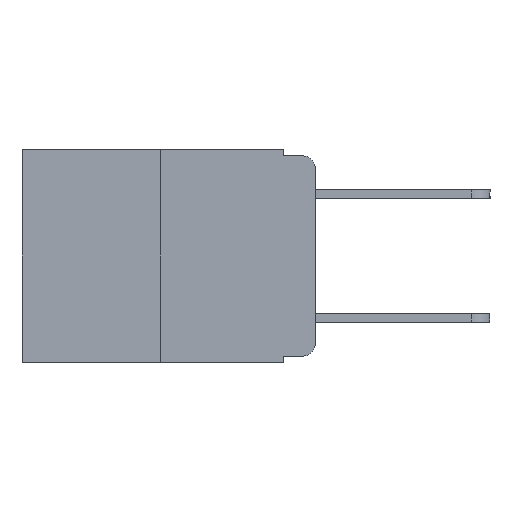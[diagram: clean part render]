
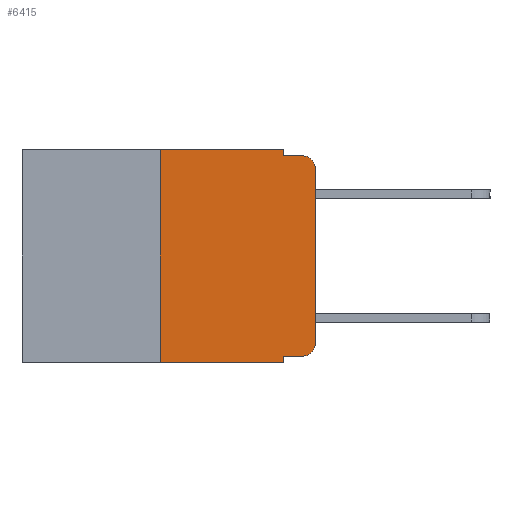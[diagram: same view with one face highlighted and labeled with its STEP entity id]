
A CAD part, left-side view. The second image highlights one B-rep face of the part: STEP entity #6415.
In plain terms, the highlighted planar face has unit normal (-1, 0, 0).
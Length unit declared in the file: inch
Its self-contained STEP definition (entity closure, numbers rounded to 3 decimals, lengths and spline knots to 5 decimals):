
#255 = CARTESIAN_POINT ( 'NONE',  ( 0., 0.051, -0.01 ) ) ;
#288 = CARTESIAN_POINT ( 'NONE',  ( 0., 0.051, -0.01 ) ) ;
#398 = CARTESIAN_POINT ( 'NONE',  ( 0., 0., -0.313 ) ) ;
#653 = VECTOR ( 'NONE', #10371, 39.37008 ) ;
#667 = VECTOR ( 'NONE', #11249, 39.37008 ) ;
#1113 = DIRECTION ( 'NONE',  ( 0., -1., 0. ) ) ;
#1486 = LINE ( 'NONE', #255, #1896 ) ;
#1720 = CARTESIAN_POINT ( 'NONE',  ( 0., 0.473, -0.343 ) ) ;
#1896 = VECTOR ( 'NONE', #8535, 39.37008 ) ;
#2198 = ORIENTED_EDGE ( 'NONE', *, *, #6979, .T. ) ;
#2541 = VERTEX_POINT ( 'NONE', #2552 ) ;
#2552 = CARTESIAN_POINT ( 'NONE',  ( 0., 0.051, -0.333 ) ) ;
#2831 = CIRCLE ( 'NONE', #6341, 0.02 ) ;
#2892 = VECTOR ( 'NONE', #5833, 39.37008 ) ;
#2921 = CARTESIAN_POINT ( 'NONE',  ( 0., 0.051, 0. ) ) ;
#3390 = ORIENTED_EDGE ( 'NONE', *, *, #7031, .T. ) ;
#3537 = VERTEX_POINT ( 'NONE', #398 ) ;
#3715 = EDGE_CURVE ( 'NONE', #4238, #4691, #6474, .T. ) ;
#3876 = DIRECTION ( 'NONE',  ( -1., 0., 0. ) ) ;
#3892 = ORIENTED_EDGE ( 'NONE', *, *, #7336, .F. ) ;
#4135 = CARTESIAN_POINT ( 'NONE',  ( 0., 0.25, 0. ) ) ;
#4238 = VERTEX_POINT ( 'NONE', #12809 ) ;
#4256 = ORIENTED_EDGE ( 'NONE', *, *, #7357, .F. ) ;
#4317 = ORIENTED_EDGE ( 'NONE', *, *, #3715, .F. ) ;
#4320 = EDGE_CURVE ( 'NONE', #8911, #6919, #5244, .T. ) ;
#4586 = ORIENTED_EDGE ( 'NONE', *, *, #7360, .F. ) ;
#4649 = VERTEX_POINT ( 'NONE', #10163 ) ;
#4679 = CARTESIAN_POINT ( 'NONE',  ( 0., 0.02, -0.333 ) ) ;
#4691 = VERTEX_POINT ( 'NONE', #10951 ) ;
#4992 = ORIENTED_EDGE ( 'NONE', *, *, #4320, .T. ) ;
#5184 = ORIENTED_EDGE ( 'NONE', *, *, #7379, .F. ) ;
#5244 = LINE ( 'NONE', #1720, #10007 ) ;
#5335 = DIRECTION ( 'NONE',  ( 0., 0., -1. ) ) ;
#5577 = CARTESIAN_POINT ( 'NONE',  ( 0., 0.051, -0.343 ) ) ;
#5596 = ORIENTED_EDGE ( 'NONE', *, *, #7546, .T. ) ;
#5607 = VERTEX_POINT ( 'NONE', #6690 ) ;
#5705 = ORIENTED_EDGE ( 'NONE', *, *, #7768, .T. ) ;
#5719 = DIRECTION ( 'NONE',  ( -1., 0., 0. ) ) ;
#5833 = DIRECTION ( 'NONE',  ( 0., -1., 0. ) ) ;
#6341 = AXIS2_PLACEMENT_3D ( 'NONE', #6874, #3876, #5335 ) ;
#6371 = CIRCLE ( 'NONE', #7821, 0.02 ) ;
#6384 = CARTESIAN_POINT ( 'NONE',  ( 0., 0.473, 0. ) ) ;
#6415 = ADVANCED_FACE ( 'NONE', ( #6933 ), #11183, .F. ) ;
#6457 = DIRECTION ( 'NONE',  ( 0., 0., -1. ) ) ;
#6474 = LINE ( 'NONE', #8569, #2892 ) ;
#6690 = CARTESIAN_POINT ( 'NONE',  ( 0., 0., -0.03 ) ) ;
#6721 = AXIS2_PLACEMENT_3D ( 'NONE', #6384, #10230, #11502 ) ;
#6818 = CARTESIAN_POINT ( 'NONE',  ( 0., 0., 0. ) ) ;
#6874 = CARTESIAN_POINT ( 'NONE',  ( 0., 0.02, -0.03 ) ) ;
#6919 = VERTEX_POINT ( 'NONE', #5577 ) ;
#6933 = FACE_OUTER_BOUND ( 'NONE', #8976, .T. ) ;
#6979 = EDGE_CURVE ( 'NONE', #3537, #5607, #11780, .T. ) ;
#7031 = EDGE_CURVE ( 'NONE', #5607, #4649, #2831, .T. ) ;
#7090 = VECTOR ( 'NONE', #11227, 39.37008 ) ;
#7191 = CARTESIAN_POINT ( 'NONE',  ( 0., 0.051, -0.333 ) ) ;
#7237 = VERTEX_POINT ( 'NONE', #288 ) ;
#7336 = EDGE_CURVE ( 'NONE', #7237, #4649, #1486, .T. ) ;
#7357 = EDGE_CURVE ( 'NONE', #4691, #7237, #12045, .T. ) ;
#7360 = EDGE_CURVE ( 'NONE', #8911, #4238, #7399, .T. ) ;
#7379 = EDGE_CURVE ( 'NONE', #2541, #6919, #12336, .T. ) ;
#7399 = LINE ( 'NONE', #4135, #7090 ) ;
#7546 = EDGE_CURVE ( 'NONE', #2541, #10544, #10773, .T. ) ;
#7768 = EDGE_CURVE ( 'NONE', #10544, #3537, #6371, .T. ) ;
#7821 = AXIS2_PLACEMENT_3D ( 'NONE', #11494, #5719, #12429 ) ;
#8535 = DIRECTION ( 'NONE',  ( 0., -1., 0. ) ) ;
#8569 = CARTESIAN_POINT ( 'NONE',  ( 0., 0.473, 0. ) ) ;
#8911 = VERTEX_POINT ( 'NONE', #12960 ) ;
#8976 = EDGE_LOOP ( 'NONE', ( #2198, #3390, #3892, #4256, #4317, #4586, #4992, #5184, #5596, #5705 ) ) ;
#9247 = DIRECTION ( 'NONE',  ( 0., -1., 0. ) ) ;
#9302 = VECTOR ( 'NONE', #9247, 39.37008 ) ;
#9712 = VECTOR ( 'NONE', #6457, 39.37008 ) ;
#10007 = VECTOR ( 'NONE', #1113, 39.37008 ) ;
#10163 = CARTESIAN_POINT ( 'NONE',  ( 0., 0.02, -0.01 ) ) ;
#10230 = DIRECTION ( 'NONE',  ( 1., 0., 0. ) ) ;
#10371 = DIRECTION ( 'NONE',  ( 0., 0., -1. ) ) ;
#10544 = VERTEX_POINT ( 'NONE', #4679 ) ;
#10773 = LINE ( 'NONE', #7191, #9302 ) ;
#10951 = CARTESIAN_POINT ( 'NONE',  ( 0., 0.051, 0. ) ) ;
#11183 = PLANE ( 'NONE',  #6721 ) ;
#11187 = CARTESIAN_POINT ( 'NONE',  ( 0., 0.051, 0. ) ) ;
#11227 = DIRECTION ( 'NONE',  ( 0., 0., 1. ) ) ;
#11249 = DIRECTION ( 'NONE',  ( 0., 0., 1. ) ) ;
#11494 = CARTESIAN_POINT ( 'NONE',  ( 0., 0.02, -0.313 ) ) ;
#11502 = DIRECTION ( 'NONE',  ( 0., 0., -1. ) ) ;
#11780 = LINE ( 'NONE', #6818, #667 ) ;
#12045 = LINE ( 'NONE', #11187, #9712 ) ;
#12336 = LINE ( 'NONE', #2921, #653 ) ;
#12429 = DIRECTION ( 'NONE',  ( 0., 0., -1. ) ) ;
#12809 = CARTESIAN_POINT ( 'NONE',  ( 0., 0.25, 0. ) ) ;
#12960 = CARTESIAN_POINT ( 'NONE',  ( 0., 0.25, -0.343 ) ) ;
